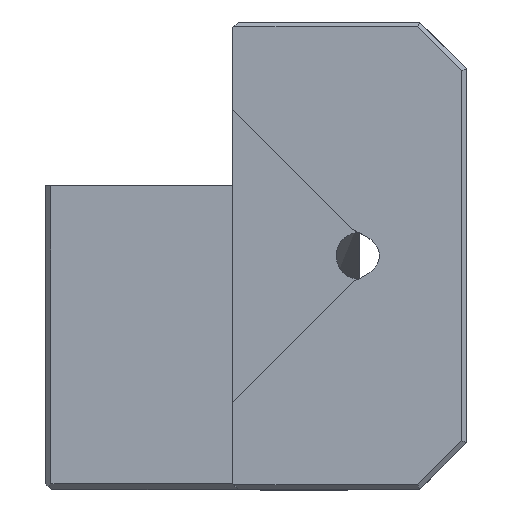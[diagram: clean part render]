
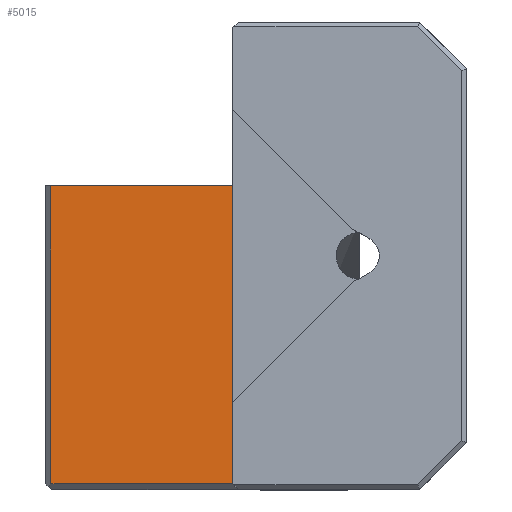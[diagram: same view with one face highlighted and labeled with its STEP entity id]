
A CAD part, top view. The second image highlights one B-rep face of the part: STEP entity #5015.
In plain terms, the highlighted planar face has unit normal (0, 0, 1).
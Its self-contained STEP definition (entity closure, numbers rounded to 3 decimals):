
#342 = PLANE('',#343);
#343 = AXIS2_PLACEMENT_3D('',#344,#345,#346);
#344 = CARTESIAN_POINT('',(17.185,20.879,
    21.747));
#345 = DIRECTION('',(0.,-0.707,0.707));
#346 = DIRECTION('',(1.,0.,0.));
#1708 = VERTEX_POINT('',#1709);
#1709 = CARTESIAN_POINT('',(3.,21.129,
    21.997));
#1723 = PLANE('',#1724);
#1724 = AXIS2_PLACEMENT_3D('',#1725,#1726,#1727);
#1725 = CARTESIAN_POINT('',(3.,60.629,
    27.454));
#1726 = DIRECTION('',(-1.,0.,0.));
#1727 = DIRECTION('',(0.,0.,-1.));
#1760 = EDGE_CURVE('',#1708,#1761,#1763,.T.);
#1761 = VERTEX_POINT('',#1762);
#1762 = CARTESIAN_POINT('',(-12.545,21.129,
    21.997));
#1763 = SURFACE_CURVE('',#1764,(#1768,#1775),.PCURVE_S1.);
#1764 = LINE('',#1765,#1766);
#1765 = CARTESIAN_POINT('',(17.185,21.129,
    21.997));
#1766 = VECTOR('',#1767,1.);
#1767 = DIRECTION('',(-1.,0.,0.));
#1768 = PCURVE('',#342,#1769);
#1769 = DEFINITIONAL_REPRESENTATION('',(#1770),#1774);
#1770 = LINE('',#1771,#1772);
#1771 = CARTESIAN_POINT('',(0.,0.354));
#1772 = VECTOR('',#1773,1.);
#1773 = DIRECTION('',(-1.,0.));
#1774 = ( GEOMETRIC_REPRESENTATION_CONTEXT(2) 
PARAMETRIC_REPRESENTATION_CONTEXT() REPRESENTATION_CONTEXT('2D SPACE',''
  ) );
#1775 = PCURVE('',#1776,#1781);
#1776 = PLANE('',#1777);
#1777 = AXIS2_PLACEMENT_3D('',#1778,#1779,#1780);
#1778 = CARTESIAN_POINT('',(11.247,60.129,
    21.997));
#1779 = DIRECTION('',(-0.,0.,-1.));
#1780 = DIRECTION('',(0.,-1.,0.));
#1781 = DEFINITIONAL_REPRESENTATION('',(#1782),#1786);
#1782 = LINE('',#1783,#1784);
#1783 = CARTESIAN_POINT('',(39.,-5.938));
#1784 = VECTOR('',#1785,1.);
#1785 = DIRECTION('',(0.,1.));
#1786 = ( GEOMETRIC_REPRESENTATION_CONTEXT(2) 
PARAMETRIC_REPRESENTATION_CONTEXT() REPRESENTATION_CONTEXT('2D SPACE',''
  ) );
#1804 = PLANE('',#1805);
#1805 = AXIS2_PLACEMENT_3D('',#1806,#1807,#1808);
#1806 = CARTESIAN_POINT('',(-12.502,50.379,
    22.04));
#1807 = DIRECTION('',(0.707,0.,-0.707));
#1808 = DIRECTION('',(-0.707,0.,-0.707));
#4733 = VERTEX_POINT('',#4734);
#4734 = CARTESIAN_POINT('',(3.,46.629,
    21.997));
#4760 = EDGE_CURVE('',#1708,#4733,#4761,.T.);
#4761 = SURFACE_CURVE('',#4762,(#4766,#4773),.PCURVE_S1.);
#4762 = LINE('',#4763,#4764);
#4763 = CARTESIAN_POINT('',(3.,60.379,
    21.997));
#4764 = VECTOR('',#4765,1.);
#4765 = DIRECTION('',(0.,1.,0.));
#4766 = PCURVE('',#1723,#4767);
#4767 = DEFINITIONAL_REPRESENTATION('',(#4768),#4772);
#4768 = LINE('',#4769,#4770);
#4769 = CARTESIAN_POINT('',(5.457,0.25));
#4770 = VECTOR('',#4771,1.);
#4771 = DIRECTION('',(0.,-1.));
#4772 = ( GEOMETRIC_REPRESENTATION_CONTEXT(2) 
PARAMETRIC_REPRESENTATION_CONTEXT() REPRESENTATION_CONTEXT('2D SPACE',''
  ) );
#4773 = PCURVE('',#1776,#4774);
#4774 = DEFINITIONAL_REPRESENTATION('',(#4775),#4779);
#4775 = LINE('',#4776,#4777);
#4776 = CARTESIAN_POINT('',(-0.25,8.247));
#4777 = VECTOR('',#4778,1.);
#4778 = DIRECTION('',(-1.,0.));
#4779 = ( GEOMETRIC_REPRESENTATION_CONTEXT(2) 
PARAMETRIC_REPRESENTATION_CONTEXT() REPRESENTATION_CONTEXT('2D SPACE',''
  ) );
#5015 = ADVANCED_FACE('',(#5016),#1776,.F.);
#5016 = FACE_BOUND('',#5017,.F.);
#5017 = EDGE_LOOP('',(#5018,#5019,#5020,#5043));
#5018 = ORIENTED_EDGE('',*,*,#4760,.F.);
#5019 = ORIENTED_EDGE('',*,*,#1760,.T.);
#5020 = ORIENTED_EDGE('',*,*,#5021,.F.);
#5021 = EDGE_CURVE('',#5022,#1761,#5024,.T.);
#5022 = VERTEX_POINT('',#5023);
#5023 = CARTESIAN_POINT('',(-12.545,46.629,
    21.997));
#5024 = SURFACE_CURVE('',#5025,(#5029,#5036),.PCURVE_S1.);
#5025 = LINE('',#5026,#5027);
#5026 = CARTESIAN_POINT('',(-12.545,55.254,
    21.997));
#5027 = VECTOR('',#5028,1.);
#5028 = DIRECTION('',(0.,-1.,0.));
#5029 = PCURVE('',#1776,#5030);
#5030 = DEFINITIONAL_REPRESENTATION('',(#5031),#5035);
#5031 = LINE('',#5032,#5033);
#5032 = CARTESIAN_POINT('',(4.875,23.792));
#5033 = VECTOR('',#5034,1.);
#5034 = DIRECTION('',(1.,0.));
#5035 = ( GEOMETRIC_REPRESENTATION_CONTEXT(2) 
PARAMETRIC_REPRESENTATION_CONTEXT() REPRESENTATION_CONTEXT('2D SPACE',''
  ) );
#5036 = PCURVE('',#1804,#5037);
#5037 = DEFINITIONAL_REPRESENTATION('',(#5038),#5042);
#5038 = LINE('',#5039,#5040);
#5039 = CARTESIAN_POINT('',(0.061,4.875));
#5040 = VECTOR('',#5041,1.);
#5041 = DIRECTION('',(0.,-1.));
#5042 = ( GEOMETRIC_REPRESENTATION_CONTEXT(2) 
PARAMETRIC_REPRESENTATION_CONTEXT() REPRESENTATION_CONTEXT('2D SPACE',''
  ) );
#5043 = ORIENTED_EDGE('',*,*,#5044,.T.);
#5044 = EDGE_CURVE('',#5022,#4733,#5045,.T.);
#5045 = SURFACE_CURVE('',#5046,(#5050,#5057),.PCURVE_S1.);
#5046 = LINE('',#5047,#5048);
#5047 = CARTESIAN_POINT('',(-13.5,46.629,
    21.997));
#5048 = VECTOR('',#5049,1.);
#5049 = DIRECTION('',(1.,0.,0.));
#5050 = PCURVE('',#1776,#5051);
#5051 = DEFINITIONAL_REPRESENTATION('',(#5052),#5056);
#5052 = LINE('',#5053,#5054);
#5053 = CARTESIAN_POINT('',(13.5,24.747));
#5054 = VECTOR('',#5055,1.);
#5055 = DIRECTION('',(0.,-1.));
#5056 = ( GEOMETRIC_REPRESENTATION_CONTEXT(2) 
PARAMETRIC_REPRESENTATION_CONTEXT() REPRESENTATION_CONTEXT('2D SPACE',''
  ) );
#5057 = PCURVE('',#5058,#5063);
#5058 = PLANE('',#5059);
#5059 = AXIS2_PLACEMENT_3D('',#5060,#5061,#5062);
#5060 = CARTESIAN_POINT('',(-4.25,46.629,
    17.995));
#5061 = DIRECTION('',(0.,1.,0.));
#5062 = DIRECTION('',(0.,0.,1.));
#5063 = DEFINITIONAL_REPRESENTATION('',(#5064),#5068);
#5064 = LINE('',#5065,#5066);
#5065 = CARTESIAN_POINT('',(4.002,-9.25));
#5066 = VECTOR('',#5067,1.);
#5067 = DIRECTION('',(0.,1.));
#5068 = ( GEOMETRIC_REPRESENTATION_CONTEXT(2) 
PARAMETRIC_REPRESENTATION_CONTEXT() REPRESENTATION_CONTEXT('2D SPACE',''
  ) );
